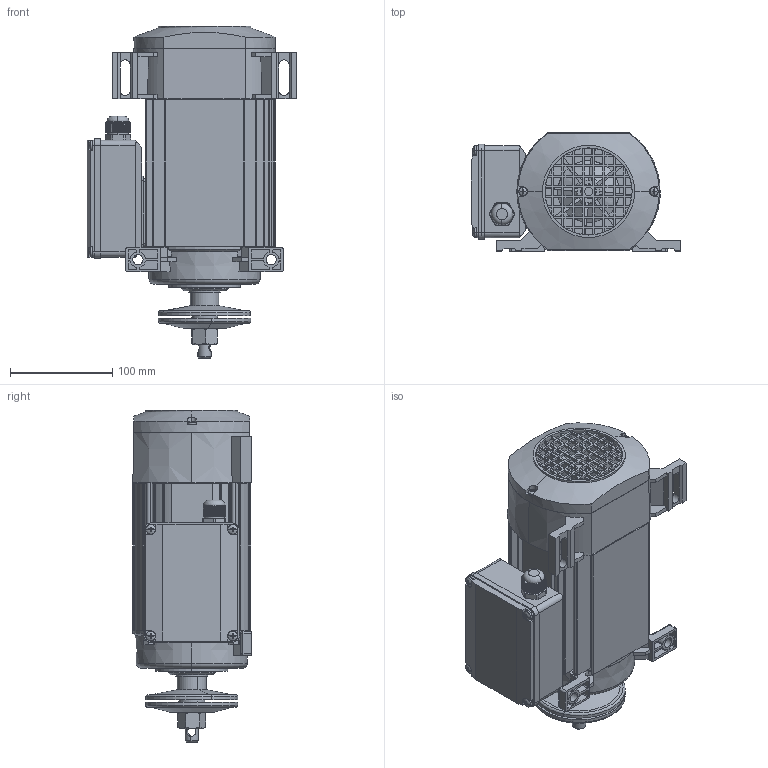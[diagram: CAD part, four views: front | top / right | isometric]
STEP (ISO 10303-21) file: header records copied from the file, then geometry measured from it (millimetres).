
FILE_DESCRIPTION (( 'STEP AP203' ), '1' );
FILE_NAME ('MYC5812.STEP', '2017-05-27T06:06:11', ( 'Users' ), ( 'Microsoft' ), 'SwSTEP 2.0', 'SolidWorks 2008', '' );
FILE_SCHEMA (( 'CONFIG_CONTROL_DESIGN' ));
Products named in the file (18): 机壳143_默认; 后夹盘_默认; 挡板_默认; Hexagon nuts grade C GB_GB_FASTENER_NUT_SNC1 M16-N; MS63-71 出线螺套_默认; 底板_默认; MYC5812; 前盖_默认; 后盖_默认; 转轴307.5_默认; 前夹盘_默认; 风叶_默认; 风罩_默认; Cross recessed thread forming screws GB_GB_CROSS_SCREWS_TYPE138 M4X8-N; 56穿钉160_默认; my接线盒座_默认; my接线盒盖_默认; Cross recessed thread forming screws GB_GB_CROSS_SCREWS_TYPE138 M5X10-N
Assembly tree (24 placements, depth 2):
  MYC5812
    后盖_默认
    Cross recessed thread forming screws GB_GB_CROSS_SCREWS_TYPE138 M5X10-N  x4
    后夹盘_默认
    前夹盘_默认
    56穿钉160_默认  x4
    Cross recessed thread forming screws GB_GB_CROSS_SCREWS_TYPE138 M4X8-N  x2
    my接线盒盖_默认
    前盖_默认
    挡板_默认
    MS63-71 出线螺套_默认
    转轴307.5_默认
    风罩_默认
    风叶_默认
    my接线盒座_默认
    Hexagon nuts grade C GB_GB_FASTENER_NUT_SNC1 M16-N
    底板_默认
    机壳143_默认
Bounding box: 204.5 x 115.5 x 324 mm (x, y, z)
Volume: 878647.9 mm3; surface area: 586476.1 mm2
Topology: 24 solids, 24 shells, 2029 faces, 5712 edges, 3757 vertices
Faces by surface type: plane 1285, cylinder 530, torus 99, cone 95, sphere 16, bspline 4
Entity records: 68151 total; most frequent: CARTESIAN_POINT 16870, ORIENTED_EDGE 10728, DIRECTION 9716, EDGE_CURVE 5364, VERTEX_POINT 3533, AXIS2_PLACEMENT_3D 3261, VECTOR 3194, LINE 3194
